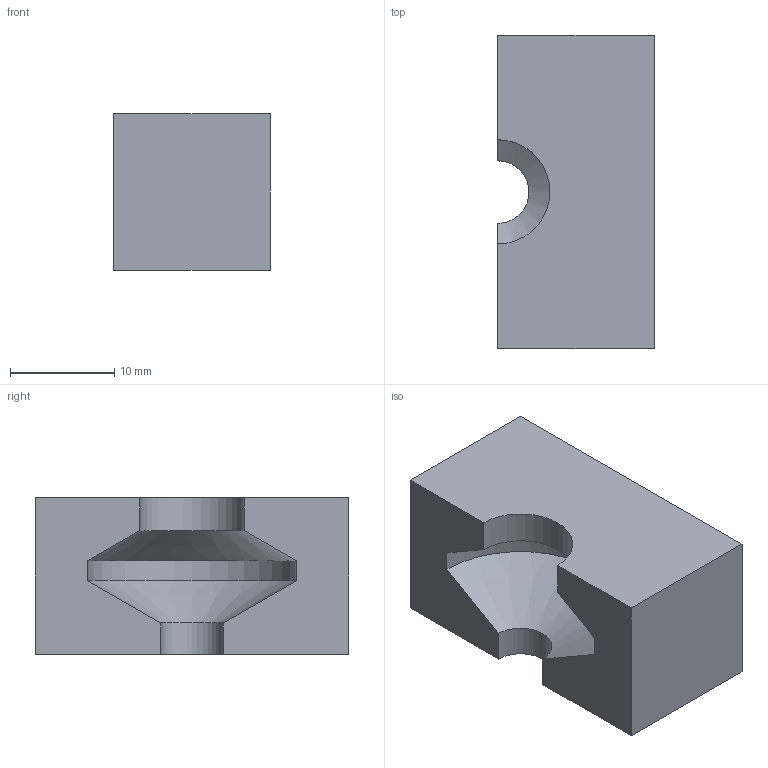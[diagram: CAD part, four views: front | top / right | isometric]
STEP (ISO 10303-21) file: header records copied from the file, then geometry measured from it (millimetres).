
FILE_DESCRIPTION((''),'2;1');
FILE_NAME('BLOCK RIGHT.STP','2016-01-07T01:21:21',(''),(''),'STEP Write','Mastercam V9 ... CNC Software, Inc.','');
FILE_SCHEMA(('CONFIG_CONTROL_DESIGN'));
Length unit declared in the file: millimetre
Bounding box: 14.99 x 30 x 15 mm (x, y, z)
Volume: 5721.3 mm3; surface area: 2450.8 mm2
Topology: 1 solids, 1 shells, 12 faces, 30 edges, 20 vertices
Faces by surface type: plane 7, cylinder 3, cone 2
Entity records: 462 total; most frequent: CARTESIAN_POINT 85, ORIENTED_EDGE 60, DIRECTION 54, EDGE_CURVE 30, VERTEX_POINT 20, VECTOR 20, LINE 20, AXIS2_PLACEMENT_3D 17
